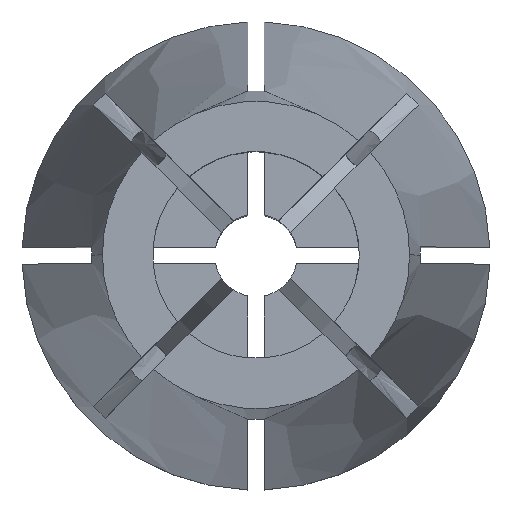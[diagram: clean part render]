
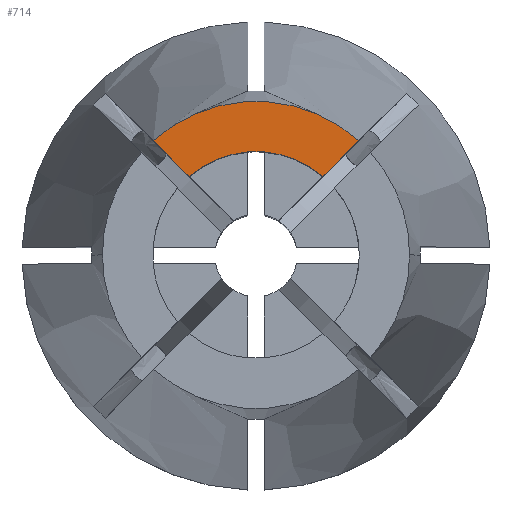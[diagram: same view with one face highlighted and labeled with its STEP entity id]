
A CAD part, top view. The second image highlights one B-rep face of the part: STEP entity #714.
In plain terms, the highlighted planar face has unit normal (0, 0, 1).
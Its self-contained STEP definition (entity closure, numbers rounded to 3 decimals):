
#54 = ORIENTED_EDGE ( 'NONE', *, *, #1543, .T. ) ;
#77 = EDGE_CURVE ( 'NONE', #1413, #744, #2405, .T. ) ;
#182 = AXIS2_PLACEMENT_3D ( 'NONE', #2827, #317, #3203 ) ;
#317 = DIRECTION ( 'NONE',  ( 0., 0., 1. ) ) ;
#342 = CARTESIAN_POINT ( 'NONE',  ( -3.726, 4.15, 0. ) ) ;
#381 = LINE ( 'NONE', #725, #3127 ) ;
#714 = ADVANCED_FACE ( 'NONE', ( #3497 ), #3439, .F. ) ;
#725 = CARTESIAN_POINT ( 'NONE',  ( 0.212, 0.212, 0. ) ) ;
#744 = VERTEX_POINT ( 'NONE', #1960 ) ;
#1004 = VECTOR ( 'NONE', #3026, 1000. ) ;
#1103 = CARTESIAN_POINT ( 'NONE',  ( 2.431, 2.855, 0. ) ) ;
#1124 = AXIS2_PLACEMENT_3D ( 'NONE', #2132, #3153, #3165 ) ;
#1182 = AXIS2_PLACEMENT_3D ( 'NONE', #2960, #3221, #3466 ) ;
#1324 = ORIENTED_EDGE ( 'NONE', *, *, #2244, .F. ) ;
#1390 = EDGE_CURVE ( 'NONE', #2677, #2804, #381, .T. ) ;
#1413 = VERTEX_POINT ( 'NONE', #1103 ) ;
#1488 = ORIENTED_EDGE ( 'NONE', *, *, #1390, .T. ) ;
#1543 = EDGE_CURVE ( 'NONE', #744, #2677, #2017, .T. ) ;
#1960 = CARTESIAN_POINT ( 'NONE',  ( 3.726, 4.15, 0. ) ) ;
#2017 = CIRCLE ( 'NONE', #1182, 5.577 ) ;
#2132 = CARTESIAN_POINT ( 'NONE',  ( 0., 0., 0. ) ) ;
#2244 = EDGE_CURVE ( 'NONE', #1413, #2804, #3057, .T. ) ;
#2405 = LINE ( 'NONE', #3006, #1004 ) ;
#2447 = DIRECTION ( 'NONE',  ( 0.707, -0.707, 0. ) ) ;
#2677 = VERTEX_POINT ( 'NONE', #342 ) ;
#2782 = EDGE_LOOP ( 'NONE', ( #1324, #2903, #54, #1488 ) ) ;
#2804 = VERTEX_POINT ( 'NONE', #3390 ) ;
#2827 = CARTESIAN_POINT ( 'NONE',  ( 0., 0., 0. ) ) ;
#2903 = ORIENTED_EDGE ( 'NONE', *, *, #77, .T. ) ;
#2960 = CARTESIAN_POINT ( 'NONE',  ( 0., 0., 0. ) ) ;
#3006 = CARTESIAN_POINT ( 'NONE',  ( -0.212, 0.212, 0. ) ) ;
#3026 = DIRECTION ( 'NONE',  ( 0.707, 0.707, 0. ) ) ;
#3057 = CIRCLE ( 'NONE', #182, 3.75 ) ;
#3127 = VECTOR ( 'NONE', #2447, 1000. ) ;
#3153 = DIRECTION ( 'NONE',  ( 0., 0., -1. ) ) ;
#3165 = DIRECTION ( 'NONE',  ( -1., 0., 0. ) ) ;
#3203 = DIRECTION ( 'NONE',  ( 1., 0., 0. ) ) ;
#3221 = DIRECTION ( 'NONE',  ( 0., 0., 1. ) ) ;
#3390 = CARTESIAN_POINT ( 'NONE',  ( -2.431, 2.855, 0. ) ) ;
#3439 = PLANE ( 'NONE',  #1124 ) ;
#3466 = DIRECTION ( 'NONE',  ( 1., 0., 0. ) ) ;
#3497 = FACE_OUTER_BOUND ( 'NONE', #2782, .T. ) ;
